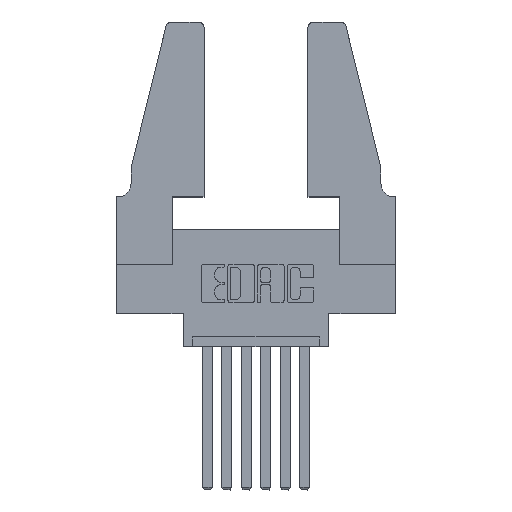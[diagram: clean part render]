
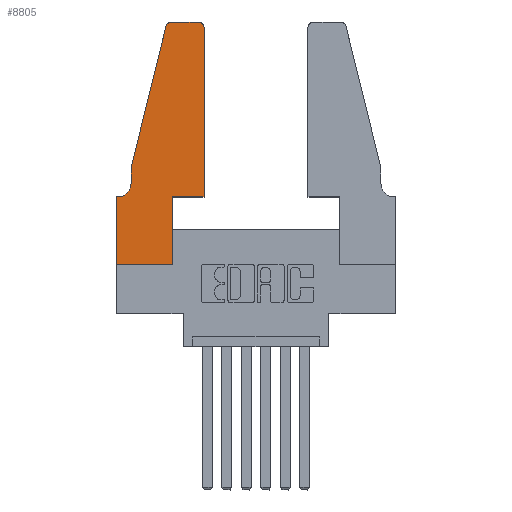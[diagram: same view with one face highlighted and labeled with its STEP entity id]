
A CAD part, top view. The second image highlights one B-rep face of the part: STEP entity #8805.
In plain terms, the highlighted planar face has unit normal (0, 0, 1).
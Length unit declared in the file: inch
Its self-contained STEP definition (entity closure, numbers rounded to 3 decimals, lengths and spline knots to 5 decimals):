
#2 = DIRECTION ( 'NONE',  ( 0., 0., 1. ) ) ;
#159 = LINE ( 'NONE', #858, #8358 ) ;
#192 = PLANE ( 'NONE',  #6586 ) ;
#446 = CARTESIAN_POINT ( 'NONE',  ( 0.2865, 0., 0.37 ) ) ;
#573 = CIRCLE ( 'NONE', #11145, 0.03 ) ;
#719 = ORIENTED_EDGE ( 'NONE', *, *, #5146, .T. ) ;
#858 = CARTESIAN_POINT ( 'NONE',  ( 0.4505, 0.35, 0.37 ) ) ;
#958 = CARTESIAN_POINT ( 'NONE',  ( 0.4505, 1.22, 0.37 ) ) ;
#1243 = EDGE_CURVE ( 'NONE', #5873, #9131, #4816, .T. ) ;
#1295 = CARTESIAN_POINT ( 'NONE',  ( 0.2865, 0.35, 0.37 ) ) ;
#1530 = CARTESIAN_POINT ( 'NONE',  ( 0.25487, 1.22718, 0.37 ) ) ;
#1876 = VECTOR ( 'NONE', #10834, 39.37008 ) ;
#1892 = CARTESIAN_POINT ( 'NONE',  ( 0.0755, 0.5, 0.37 ) ) ;
#1946 = ORIENTED_EDGE ( 'NONE', *, *, #4974, .T. ) ;
#1953 = VERTEX_POINT ( 'NONE', #2525 ) ;
#2276 = ORIENTED_EDGE ( 'NONE', *, *, #10248, .T. ) ;
#2423 = CARTESIAN_POINT ( 'NONE',  ( 0.4505, 0.35, 0.37 ) ) ;
#2462 = LINE ( 'NONE', #8648, #4692 ) ;
#2525 = CARTESIAN_POINT ( 'NONE',  ( 0.0755, 0.42, 0.37 ) ) ;
#2605 = CARTESIAN_POINT ( 'NONE',  ( 0.4205, 1.22, 0.37 ) ) ;
#2653 = LINE ( 'NONE', #3643, #8370 ) ;
#2664 = DIRECTION ( 'NONE',  ( -1., 0., 0. ) ) ;
#2812 = LINE ( 'NONE', #9419, #3775 ) ;
#3207 = EDGE_CURVE ( 'NONE', #9555, #5973, #6626, .T. ) ;
#3330 = CARTESIAN_POINT ( 'NONE',  ( 0.284, 1.25, 0.37 ) ) ;
#3416 = CARTESIAN_POINT ( 'NONE',  ( 0.0755, 0.35, 0.37 ) ) ;
#3518 = VERTEX_POINT ( 'NONE', #6171 ) ;
#3567 = CARTESIAN_POINT ( 'NONE',  ( 0.2865, 0.35, 0.37 ) ) ;
#3643 = CARTESIAN_POINT ( 'NONE',  ( 0.0755, 0.5, 0.37 ) ) ;
#3656 = EDGE_CURVE ( 'NONE', #9413, #10310, #11034, .T. ) ;
#3690 = CARTESIAN_POINT ( 'NONE',  ( 0.0055, 0.42, 0.37 ) ) ;
#3775 = VECTOR ( 'NONE', #4991, 39.37008 ) ;
#3840 = CARTESIAN_POINT ( 'NONE',  ( 0.4505, 0.35, 0.37 ) ) ;
#4355 = ORIENTED_EDGE ( 'NONE', *, *, #8639, .T. ) ;
#4395 = EDGE_CURVE ( 'NONE', #1953, #9413, #10343, .T. ) ;
#4607 = DIRECTION ( 'NONE',  ( -1., 0., 0. ) ) ;
#4628 = CARTESIAN_POINT ( 'NONE',  ( 0., 0.35, 0.37 ) ) ;
#4692 = VECTOR ( 'NONE', #2664, 39.37008 ) ;
#4794 = LINE ( 'NONE', #1892, #8181 ) ;
#4816 = CIRCLE ( 'NONE', #8029, 0.03 ) ;
#4951 = CARTESIAN_POINT ( 'NONE',  ( 0., 0., 0.37 ) ) ;
#4974 = EDGE_CURVE ( 'NONE', #3518, #5873, #2462, .T. ) ;
#4991 = DIRECTION ( 'NONE',  ( 1., 0., 0. ) ) ;
#5007 = VERTEX_POINT ( 'NONE', #7158 ) ;
#5042 = AXIS2_PLACEMENT_3D ( 'NONE', #3690, #6668, #4607 ) ;
#5101 = ORIENTED_EDGE ( 'NONE', *, *, #11038, .T. ) ;
#5146 = EDGE_CURVE ( 'NONE', #5007, #1953, #2653, .T. ) ;
#5287 = CARTESIAN_POINT ( 'NONE',  ( 0., 0., 0.37 ) ) ;
#5602 = VERTEX_POINT ( 'NONE', #446 ) ;
#5645 = VECTOR ( 'NONE', #8787, 39.37008 ) ;
#5694 = EDGE_CURVE ( 'NONE', #5973, #3518, #573, .T. ) ;
#5873 = VERTEX_POINT ( 'NONE', #3330 ) ;
#5973 = VERTEX_POINT ( 'NONE', #958 ) ;
#6171 = CARTESIAN_POINT ( 'NONE',  ( 0.4205, 1.25, 0.37 ) ) ;
#6586 = AXIS2_PLACEMENT_3D ( 'NONE', #10872, #8301, #10006 ) ;
#6626 = LINE ( 'NONE', #3840, #1876 ) ;
#6668 = DIRECTION ( 'NONE',  ( 0., 0., -1. ) ) ;
#7109 = DIRECTION ( 'NONE',  ( 1., 0., 0. ) ) ;
#7158 = CARTESIAN_POINT ( 'NONE',  ( 0.0755, 0.5, 0.37 ) ) ;
#7286 = ORIENTED_EDGE ( 'NONE', *, *, #1243, .T. ) ;
#7420 = EDGE_CURVE ( 'NONE', #9131, #5007, #4794, .T. ) ;
#7448 = ORIENTED_EDGE ( 'NONE', *, *, #5694, .T. ) ;
#7798 = VECTOR ( 'NONE', #9721, 39.37008 ) ;
#8029 = AXIS2_PLACEMENT_3D ( 'NONE', #8687, #9595, #9549 ) ;
#8174 = DIRECTION ( 'NONE',  ( 0., -1., 0. ) ) ;
#8181 = VECTOR ( 'NONE', #9066, 39.37008 ) ;
#8199 = CARTESIAN_POINT ( 'NONE',  ( 0.0055, 0.35, 0.37 ) ) ;
#8250 = ORIENTED_EDGE ( 'NONE', *, *, #4395, .T. ) ;
#8267 = ORIENTED_EDGE ( 'NONE', *, *, #10154, .T. ) ;
#8301 = DIRECTION ( 'NONE',  ( 0., 0., 1. ) ) ;
#8358 = VECTOR ( 'NONE', #8863, 39.37008 ) ;
#8370 = VECTOR ( 'NONE', #8174, 39.37008 ) ;
#8639 = EDGE_CURVE ( 'NONE', #9966, #5602, #2812, .T. ) ;
#8648 = CARTESIAN_POINT ( 'NONE',  ( 0.2605, 1.25, 0.37 ) ) ;
#8687 = CARTESIAN_POINT ( 'NONE',  ( 0.284, 1.22, 0.37 ) ) ;
#8787 = DIRECTION ( 'NONE',  ( -1., 0., 0. ) ) ;
#8805 = ADVANCED_FACE ( 'NONE', ( #10593 ), #192, .T. ) ;
#8863 = DIRECTION ( 'NONE',  ( 1., 0., 0. ) ) ;
#8923 = LINE ( 'NONE', #1295, #9724 ) ;
#9066 = DIRECTION ( 'NONE',  ( -0.239, -0.971, 0. ) ) ;
#9131 = VERTEX_POINT ( 'NONE', #1530 ) ;
#9257 = ORIENTED_EDGE ( 'NONE', *, *, #3656, .T. ) ;
#9413 = VERTEX_POINT ( 'NONE', #8199 ) ;
#9419 = CARTESIAN_POINT ( 'NONE',  ( 0., 0., 0.37 ) ) ;
#9549 = DIRECTION ( 'NONE',  ( 1., 0., 0. ) ) ;
#9555 = VERTEX_POINT ( 'NONE', #2423 ) ;
#9595 = DIRECTION ( 'NONE',  ( 0., 0., 1. ) ) ;
#9721 = DIRECTION ( 'NONE',  ( 0., -1., 0. ) ) ;
#9724 = VECTOR ( 'NONE', #10885, 39.37008 ) ;
#9966 = VERTEX_POINT ( 'NONE', #4951 ) ;
#10006 = DIRECTION ( 'NONE',  ( 1., 0., 0. ) ) ;
#10016 = LINE ( 'NONE', #5287, #7798 ) ;
#10154 = EDGE_CURVE ( 'NONE', #10171, #9555, #159, .T. ) ;
#10171 = VERTEX_POINT ( 'NONE', #3567 ) ;
#10248 = EDGE_CURVE ( 'NONE', #10310, #9966, #10016, .T. ) ;
#10310 = VERTEX_POINT ( 'NONE', #4628 ) ;
#10335 = ORIENTED_EDGE ( 'NONE', *, *, #7420, .T. ) ;
#10343 = CIRCLE ( 'NONE', #5042, 0.07 ) ;
#10420 = EDGE_LOOP ( 'NONE', ( #1946, #7286, #10335, #719, #8250, #9257, #2276, #4355, #5101, #8267, #10621, #7448 ) ) ;
#10593 = FACE_OUTER_BOUND ( 'NONE', #10420, .T. ) ;
#10621 = ORIENTED_EDGE ( 'NONE', *, *, #3207, .T. ) ;
#10834 = DIRECTION ( 'NONE',  ( 0., 1., 0. ) ) ;
#10872 = CARTESIAN_POINT ( 'NONE',  ( 0., 0.35, 0.37 ) ) ;
#10885 = DIRECTION ( 'NONE',  ( 0., 1., 0. ) ) ;
#11034 = LINE ( 'NONE', #3416, #5645 ) ;
#11038 = EDGE_CURVE ( 'NONE', #5602, #10171, #8923, .T. ) ;
#11145 = AXIS2_PLACEMENT_3D ( 'NONE', #2605, #2, #7109 ) ;
